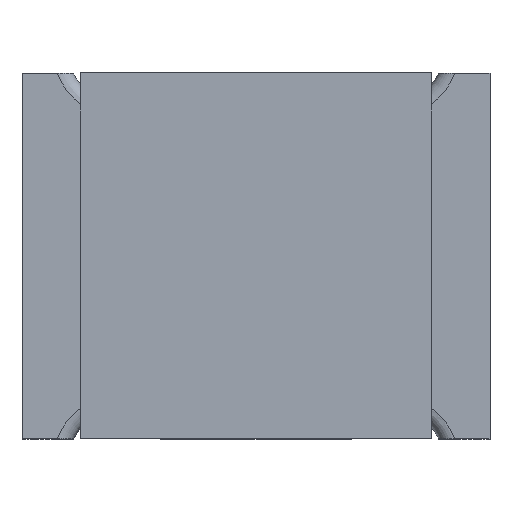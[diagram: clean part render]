
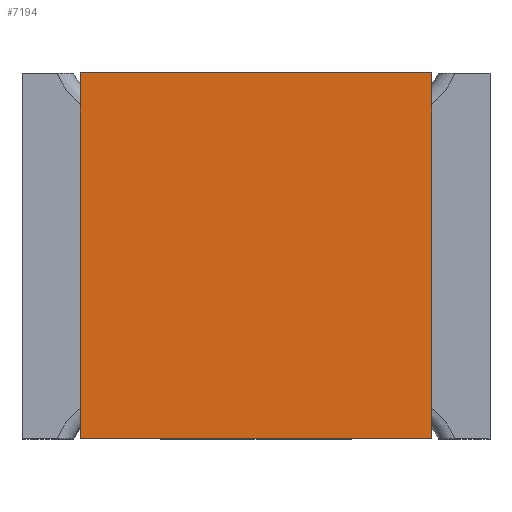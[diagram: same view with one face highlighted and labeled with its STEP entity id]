
A CAD part, top view. The second image highlights one B-rep face of the part: STEP entity #7194.
In plain terms, the highlighted planar face has unit normal (0, 0, 1).
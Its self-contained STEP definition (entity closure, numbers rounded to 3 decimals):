
#306 = CARTESIAN_POINT ( 'NONE',  ( -1.2, 1.25, 1.24 ) ) ;
#551 = DIRECTION ( 'NONE',  ( 0., -1., 0. ) ) ;
#602 = DIRECTION ( 'NONE',  ( -1., 0., 0. ) ) ;
#630 = CARTESIAN_POINT ( 'NONE',  ( 1.2, -1.25, 1.24 ) ) ;
#863 = VERTEX_POINT ( 'NONE', #630 ) ;
#1295 = VERTEX_POINT ( 'NONE', #6231 ) ;
#2181 = VERTEX_POINT ( 'NONE', #6791 ) ;
#2301 = ORIENTED_EDGE ( 'NONE', *, *, #8663, .F. ) ;
#2399 = LINE ( 'NONE', #4982, #7932 ) ;
#2575 = ORIENTED_EDGE ( 'NONE', *, *, #11440, .F. ) ;
#2618 = DIRECTION ( 'NONE',  ( 0., 1., 0. ) ) ;
#3229 = CARTESIAN_POINT ( 'NONE',  ( -1.2, -1.25, 1.24 ) ) ;
#3582 = VECTOR ( 'NONE', #2618, 1000. ) ;
#3962 = EDGE_CURVE ( 'NONE', #2181, #6282, #5135, .T. ) ;
#4302 = PLANE ( 'NONE',  #9306 ) ;
#4682 = ORIENTED_EDGE ( 'NONE', *, *, #3962, .F. ) ;
#4854 = VECTOR ( 'NONE', #9423, 1000. ) ;
#4982 = CARTESIAN_POINT ( 'NONE',  ( 1.2, -1.25, 1.24 ) ) ;
#4994 = LINE ( 'NONE', #7059, #3582 ) ;
#4998 = EDGE_CURVE ( 'NONE', #863, #1295, #2399, .T. ) ;
#5135 = LINE ( 'NONE', #306, #4854 ) ;
#6010 = DIRECTION ( 'NONE',  ( 0., 0., -1. ) ) ;
#6197 = CARTESIAN_POINT ( 'NONE',  ( 1.2, 1.25, 1.24 ) ) ;
#6231 = CARTESIAN_POINT ( 'NONE',  ( -1.2, -1.25, 1.24 ) ) ;
#6282 = VERTEX_POINT ( 'NONE', #8418 ) ;
#6791 = CARTESIAN_POINT ( 'NONE',  ( -1.2, 1.25, 1.24 ) ) ;
#7059 = CARTESIAN_POINT ( 'NONE',  ( -1.2, -1.25, 1.24 ) ) ;
#7194 = ADVANCED_FACE ( 'NONE', ( #9791 ), #4302, .F. ) ;
#7932 = VECTOR ( 'NONE', #602, 1000. ) ;
#8418 = CARTESIAN_POINT ( 'NONE',  ( 1.2, 1.25, 1.24 ) ) ;
#8422 = EDGE_LOOP ( 'NONE', ( #10844, #2575, #4682, #2301 ) ) ;
#8663 = EDGE_CURVE ( 'NONE', #1295, #2181, #4994, .T. ) ;
#9306 = AXIS2_PLACEMENT_3D ( 'NONE', #3229, #6010, #551 ) ;
#9423 = DIRECTION ( 'NONE',  ( 1., 0., 0. ) ) ;
#9791 = FACE_OUTER_BOUND ( 'NONE', #8422, .T. ) ;
#10295 = VECTOR ( 'NONE', #10853, 1000. ) ;
#10844 = ORIENTED_EDGE ( 'NONE', *, *, #4998, .F. ) ;
#10853 = DIRECTION ( 'NONE',  ( 0., -1., 0. ) ) ;
#11427 = LINE ( 'NONE', #6197, #10295 ) ;
#11440 = EDGE_CURVE ( 'NONE', #6282, #863, #11427, .T. ) ;
